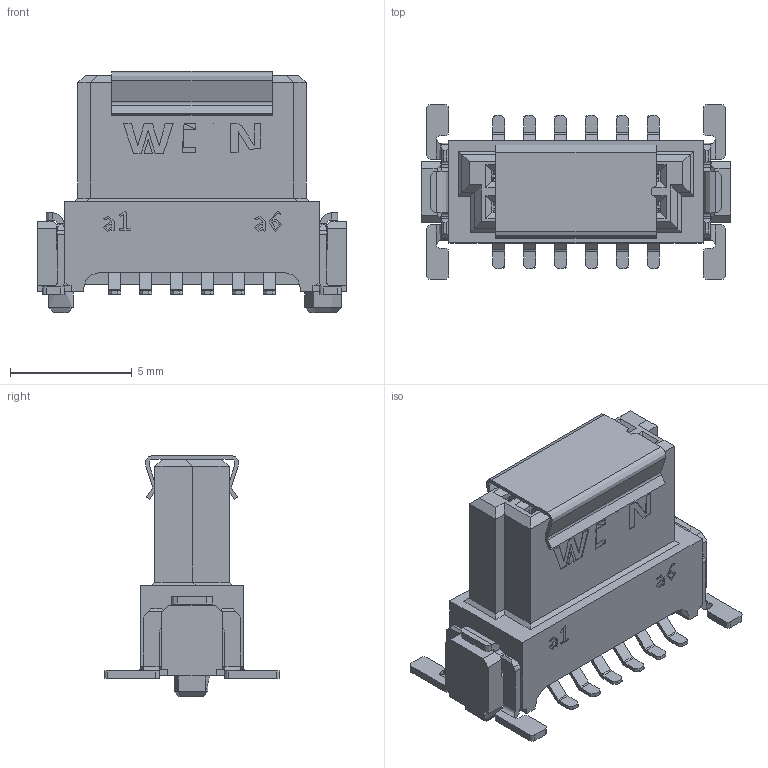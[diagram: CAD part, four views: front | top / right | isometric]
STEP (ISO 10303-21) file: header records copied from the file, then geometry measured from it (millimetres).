
FILE_DESCRIPTION( ('This file contains a STEP AP42 implementation' ,'as created by ZW3D STEP Interface translator.') ,'2;1' );
FILE_NAME( '3910-S012-090MSXWR1W.stp' ,'23 5 5.1522 0', (''), ('ZWCAD Software Co.'), 'Version 1.0', 'ZW3D to STEP translator', '' );
FILE_SCHEMA(('AUTOMOTIVE_DESIGN { 1 0 10303 214 1 1 1 1 }'));
Length unit declared in the file: millimetre
Products named in the file (2): 0; 3910-S012-090MS1WR1W
Bounding box: 12.7 x 7.2 x 9.9 mm (x, y, z)
Topology: 0 solids, 3 shells, 1161 faces, 3289 edges, 2134 vertices
Faces by surface type: plane 753, cylinder 313, bspline 88, cone 7
Entity records: 40919 total; most frequent: CARTESIAN_POINT 10510, ORIENTED_EDGE 6586, DIRECTION 5373, EDGE_CURVE 3283, VECTOR 2381, LINE 2381, VERTEX_POINT 2126, AXIS2_PLACEMENT_3D 1496
